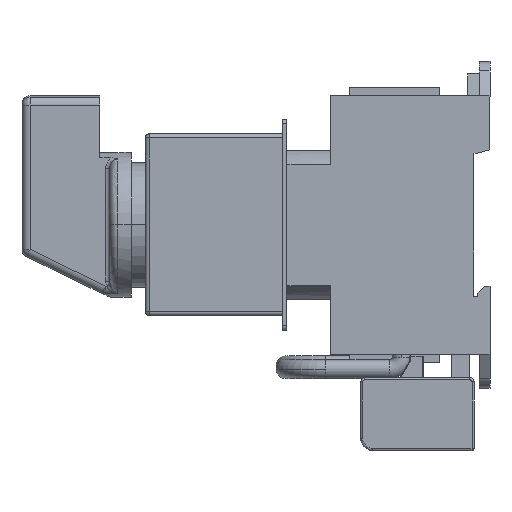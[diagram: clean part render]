
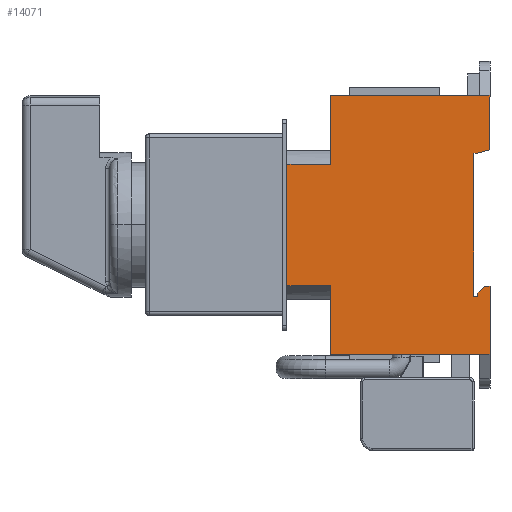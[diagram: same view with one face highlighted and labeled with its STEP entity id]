
A CAD part, left-side view. The second image highlights one B-rep face of the part: STEP entity #14071.
In plain terms, the highlighted planar face has unit normal (-1, 0, 0).
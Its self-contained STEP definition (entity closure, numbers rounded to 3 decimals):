
#9562=DIRECTION('',(0.,0.966,-0.259));
#9563=VECTOR('',#9562,3.416);
#9564=CARTESIAN_POINT('',(-24.,0.,18.534));
#9565=LINE('',#9564,#9563);
#9569=DIRECTION('',(0.,1.,0.));
#9570=VECTOR('',#9569,0.7);
#9571=CARTESIAN_POINT('',(-24.,3.3,17.65));
#9572=LINE('',#9571,#9570);
#9576=DIRECTION('',(0.,0.,-1.));
#9577=VECTOR('',#9576,35.3);
#9578=CARTESIAN_POINT('',(-24.,4.,17.65));
#9579=LINE('',#9578,#9577);
#9583=DIRECTION('',(0.,-1.,0.));
#9584=VECTOR('',#9583,1.);
#9585=CARTESIAN_POINT('',(-24.,4.,-17.65));
#9586=LINE('',#9585,#9584);
#9590=DIRECTION('',(0.,0.,1.));
#9591=VECTOR('',#9590,0.8);
#9592=CARTESIAN_POINT('',(-24.,3.,-17.65));
#9593=LINE('',#9592,#9591);
#9597=DIRECTION('',(0.,-0.707,0.707));
#9598=VECTOR('',#9597,2.404);
#9599=CARTESIAN_POINT('',(-24.,3.,-16.85));
#9600=LINE('',#9599,#9598);
#9604=DIRECTION('',(0.,-1.,0.));
#9605=VECTOR('',#9604,1.3);
#9606=CARTESIAN_POINT('',(-24.,1.3,-15.15));
#9607=LINE('',#9606,#9605);
#9611=DIRECTION('',(0.,0.,-1.));
#9612=VECTOR('',#9611,16.85);
#9613=CARTESIAN_POINT('',(-24.,0.,-15.15));
#9614=LINE('',#9613,#9612);
#9618=DIRECTION('',(0.,1.,0.));
#9619=VECTOR('',#9618,39.4);
#9620=CARTESIAN_POINT('',(-24.,0.,-32.));
#9621=LINE('',#9620,#9619);
#9625=DIRECTION('',(0.,0.,1.));
#9626=VECTOR('',#9625,17.);
#9627=CARTESIAN_POINT('',(-24.,39.4,-32.));
#9628=LINE('',#9627,#9626);
#9632=DIRECTION('',(0.,1.,0.));
#9633=VECTOR('',#9632,10.8);
#9634=CARTESIAN_POINT('',(-24.,39.4,-15.));
#9635=LINE('',#9634,#9633);
#9639=DIRECTION('',(0.,0.,1.));
#9640=VECTOR('',#9639,30.);
#9641=CARTESIAN_POINT('',(-24.,50.2,-15.));
#9642=LINE('',#9641,#9640);
#9646=DIRECTION('',(0.,-1.,0.));
#9647=VECTOR('',#9646,10.8);
#9648=CARTESIAN_POINT('',(-24.,50.2,15.));
#9649=LINE('',#9648,#9647);
#9653=DIRECTION('',(0.,0.,1.));
#9654=VECTOR('',#9653,17.);
#9655=CARTESIAN_POINT('',(-24.,39.4,15.));
#9656=LINE('',#9655,#9654);
#9660=DIRECTION('',(0.,-1.,0.));
#9661=VECTOR('',#9660,39.4);
#9662=CARTESIAN_POINT('',(-24.,39.4,32.));
#9663=LINE('',#9662,#9661);
#9667=DIRECTION('',(0.,0.,-1.));
#9668=VECTOR('',#9667,13.466);
#9669=CARTESIAN_POINT('',(-24.,0.,32.));
#9670=LINE('',#9669,#9668);
#13061=CARTESIAN_POINT('',(-24.,39.4,-32.));
#13062=VERTEX_POINT('',#13061);
#13063=CARTESIAN_POINT('',(-24.,0.,-32.));
#13064=VERTEX_POINT('',#13063);
#13159=CARTESIAN_POINT('',(-24.,0.,-15.15));
#13160=VERTEX_POINT('',#13159);
#13199=CARTESIAN_POINT('',(-24.,0.,32.));
#13200=CARTESIAN_POINT('',(-24.,0.,18.534));
#13201=VERTEX_POINT('',#13199);
#13202=VERTEX_POINT('',#13200);
#13229=CARTESIAN_POINT('',(-24.,3.3,17.65));
#13230=VERTEX_POINT('',#13229);
#13231=CARTESIAN_POINT('',(-24.,4.,17.65));
#13232=VERTEX_POINT('',#13231);
#13233=CARTESIAN_POINT('',(-24.,4.,-17.65));
#13234=VERTEX_POINT('',#13233);
#13235=CARTESIAN_POINT('',(-24.,3.,-17.65));
#13236=VERTEX_POINT('',#13235);
#13237=CARTESIAN_POINT('',(-24.,3.,-16.85));
#13238=VERTEX_POINT('',#13237);
#13239=CARTESIAN_POINT('',(-24.,1.3,-15.15));
#13240=VERTEX_POINT('',#13239);
#13241=CARTESIAN_POINT('',(-24.,39.4,-15.));
#13242=VERTEX_POINT('',#13241);
#13243=CARTESIAN_POINT('',(-24.,50.2,-15.));
#13244=VERTEX_POINT('',#13243);
#13245=CARTESIAN_POINT('',(-24.,50.2,15.));
#13246=VERTEX_POINT('',#13245);
#13247=CARTESIAN_POINT('',(-24.,39.4,15.));
#13248=VERTEX_POINT('',#13247);
#13249=CARTESIAN_POINT('',(-24.,39.4,32.));
#13250=VERTEX_POINT('',#13249);
#14035=CARTESIAN_POINT('',(-24.,39.4,32.));
#14036=DIRECTION('',(-1.,0.,0.));
#14037=DIRECTION('',(0.,0.,1.));
#14038=AXIS2_PLACEMENT_3D('',#14035,#14036,#14037);
#14039=PLANE('',#14038);
#14041=ORIENTED_EDGE('',*,*,#14040,.T.);
#14043=ORIENTED_EDGE('',*,*,#14042,.T.);
#14045=ORIENTED_EDGE('',*,*,#14044,.T.);
#14047=ORIENTED_EDGE('',*,*,#14046,.T.);
#14049=ORIENTED_EDGE('',*,*,#14048,.T.);
#14051=ORIENTED_EDGE('',*,*,#14050,.T.);
#14053=ORIENTED_EDGE('',*,*,#14052,.T.);
#14054=ORIENTED_EDGE('',*,*,#13933,.T.);
#14055=ORIENTED_EDGE('',*,*,#13783,.T.);
#14057=ORIENTED_EDGE('',*,*,#14056,.T.);
#14059=ORIENTED_EDGE('',*,*,#14058,.T.);
#14061=ORIENTED_EDGE('',*,*,#14060,.T.);
#14063=ORIENTED_EDGE('',*,*,#14062,.T.);
#14065=ORIENTED_EDGE('',*,*,#14064,.T.);
#14067=ORIENTED_EDGE('',*,*,#14066,.T.);
#14068=ORIENTED_EDGE('',*,*,#13997,.T.);
#14069=EDGE_LOOP('',(#14041,#14043,#14045,#14047,#14049,#14051,#14053,#14054,
#14055,#14057,#14059,#14061,#14063,#14065,#14067,#14068));
#14070=FACE_OUTER_BOUND('',#14069,.F.);
#13783=EDGE_CURVE('',#13064,#13062,#9621,.T.);
#13933=EDGE_CURVE('',#13160,#13064,#9614,.T.);
#13997=EDGE_CURVE('',#13201,#13202,#9670,.T.);
#14040=EDGE_CURVE('',#13202,#13230,#9565,.T.);
#14042=EDGE_CURVE('',#13230,#13232,#9572,.T.);
#14044=EDGE_CURVE('',#13232,#13234,#9579,.T.);
#14046=EDGE_CURVE('',#13234,#13236,#9586,.T.);
#14048=EDGE_CURVE('',#13236,#13238,#9593,.T.);
#14050=EDGE_CURVE('',#13238,#13240,#9600,.T.);
#14052=EDGE_CURVE('',#13240,#13160,#9607,.T.);
#14056=EDGE_CURVE('',#13062,#13242,#9628,.T.);
#14058=EDGE_CURVE('',#13242,#13244,#9635,.T.);
#14060=EDGE_CURVE('',#13244,#13246,#9642,.T.);
#14062=EDGE_CURVE('',#13246,#13248,#9649,.T.);
#14064=EDGE_CURVE('',#13248,#13250,#9656,.T.);
#14066=EDGE_CURVE('',#13250,#13201,#9663,.T.);
#14071=ADVANCED_FACE('',(#14070),#14039,.T.);
